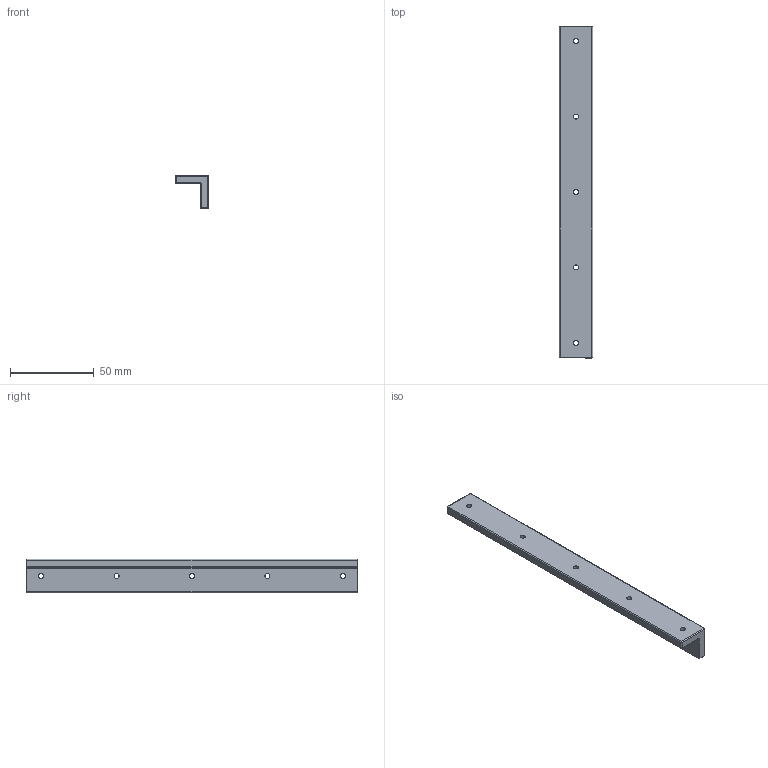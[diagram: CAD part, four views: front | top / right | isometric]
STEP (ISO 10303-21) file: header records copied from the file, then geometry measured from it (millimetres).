
FILE_DESCRIPTION(/* description */ (''),/* implementation_level */ '2;1');
FILE_NAME(/* name */ 'Connerplate.stp',/* time_stamp */ '2017-02-06T11:10:33+02:00',/* author */ ('acro'),/* organization */ (''),/* preprocessor_version */ 'ST-DEVELOPER v16.5',/* originating_system */ 'Autodesk Inventor 2017',/* authorisation */ '');
FILE_SCHEMA (('AUTOMOTIVE_DESIGN { 1 0 10303 214 3 1 1 }'));
Length unit declared in the file: inch
Products named in the file (2): Connerplate; Solid1_2
Assembly tree (1 placements, depth 2):
  Connerplate
    Solid1_2
Bounding box: 20 x 198 x 20 mm (x, y, z)
Volume: 34245.7 mm3; surface area: 16230.5 mm2
Topology: 1 solids, 1 shells, 48 faces, 104 edges, 58 vertices
Faces by surface type: cylinder 28, sphere 10, plane 8, torus 2
Full cylindrical faces by diameter (mm): 3 x10
Entity records: 1342 total; most frequent: DIRECTION 254, CARTESIAN_POINT 203, ORIENTED_EDGE 188, AXIS2_PLACEMENT_3D 109, EDGE_CURVE 94, EDGE_LOOP 78, CIRCLE 58, VERTEX_POINT 58
